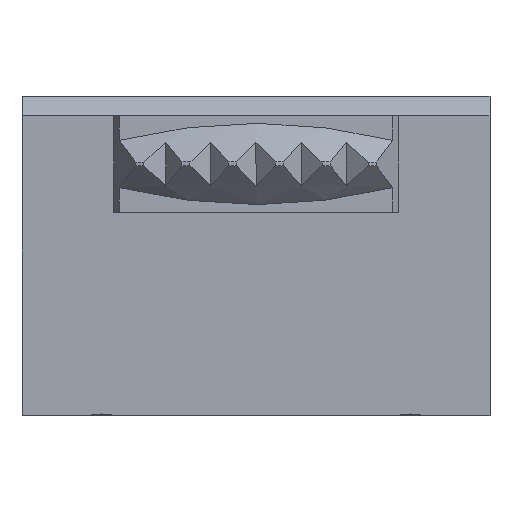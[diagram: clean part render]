
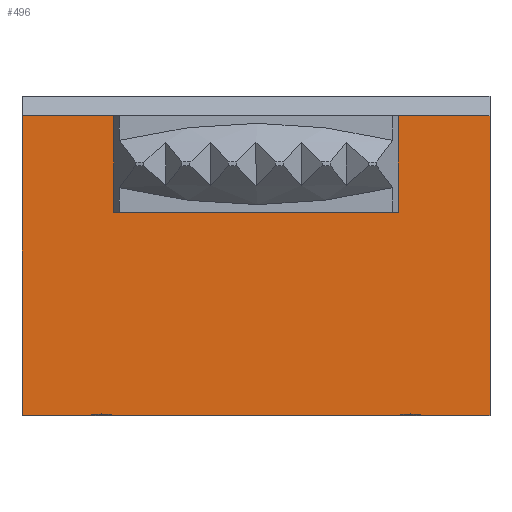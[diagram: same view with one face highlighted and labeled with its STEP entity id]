
A CAD part, top view. The second image highlights one B-rep face of the part: STEP entity #496.
In plain terms, the highlighted planar face has unit normal (0, 0, 1).
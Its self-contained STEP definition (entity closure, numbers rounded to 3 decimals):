
#5 = VERTEX_POINT ( 'NONE', #1008 ) ;
#29 = DIRECTION ( 'NONE',  ( -1., 0., 0. ) ) ;
#33 = VECTOR ( 'NONE', #1240, 1000. ) ;
#38 = LINE ( 'NONE', #1505, #1151 ) ;
#42 = VERTEX_POINT ( 'NONE', #516 ) ;
#44 = CARTESIAN_POINT ( 'NONE',  ( 1.8, 0., 6.871 ) ) ;
#51 = CARTESIAN_POINT ( 'NONE',  ( 21.9, 0.075, 6.871 ) ) ;
#80 = CARTESIAN_POINT ( 'NONE',  ( 26., 16.5, 6.871 ) ) ;
#90 = DIRECTION ( 'NONE',  ( -1., 0., 0. ) ) ;
#115 = B_SPLINE_CURVE_WITH_KNOTS ( 'NONE', 3,
 ( #1454, #1448, #689, #1084 ),
 .UNSPECIFIED., .F., .F.,
 ( 4, 4 ),
 ( 0.001, 0.001 ),
 .UNSPECIFIED. ) ;
#124 = EDGE_CURVE ( 'NONE', #5, #1286, #318, .T. ) ;
#129 = B_SPLINE_CURVE_WITH_KNOTS ( 'NONE', 3,
 ( #1121, #637, #373, #887 ),
 .UNSPECIFIED., .F., .F.,
 ( 4, 4 ),
 ( 0., 0.001 ),
 .UNSPECIFIED. ) ;
#146 = EDGE_CURVE ( 'NONE', #1506, #1286, #1646, .T. ) ;
#151 = PLANE ( 'NONE',  #1152 ) ;
#164 = VECTOR ( 'NONE', #90, 1000. ) ;
#201 = CARTESIAN_POINT ( 'NONE',  ( 21.441, 0.049, 6.871 ) ) ;
#210 = EDGE_CURVE ( 'NONE', #483, #5, #959, .T. ) ;
#234 = DIRECTION ( 'NONE',  ( -1., 0., 0. ) ) ;
#273 = VERTEX_POINT ( 'NONE', #353 ) ;
#312 = EDGE_CURVE ( 'NONE', #483, #916, #1198, .T. ) ;
#318 = LINE ( 'NONE', #1553, #338 ) ;
#319 = DIRECTION ( 'NONE',  ( 0., 1., 0. ) ) ;
#328 = CARTESIAN_POINT ( 'NONE',  ( 22.586, 0., 6.871 ) ) ;
#329 = B_SPLINE_CURVE_WITH_KNOTS ( 'NONE', 3,
 ( #1602, #201, #992, #987 ),
 .UNSPECIFIED., .F., .F.,
 ( 4, 4 ),
 ( 0., 0.001 ),
 .UNSPECIFIED. ) ;
#338 = VECTOR ( 'NONE', #1327, 1000. ) ;
#340 = VECTOR ( 'NONE', #1415, 1000. ) ;
#353 = CARTESIAN_POINT ( 'NONE',  ( 6.536, 15.5, 6.871 ) ) ;
#373 = CARTESIAN_POINT ( 'NONE',  ( 5.67, 0.075, 6.871 ) ) ;
#380 = VECTOR ( 'NONE', #234, 1000. ) ;
#387 = EDGE_LOOP ( 'NONE', ( #542, #448, #1412, #1077, #1388, #1307, #857, #664, #1324, #493, #1571, #495, #590, #1105 ) ) ;
#414 = CARTESIAN_POINT ( 'NONE',  ( 27.8, 15.5, 6.871 ) ) ;
#416 = VECTOR ( 'NONE', #851, 1000. ) ;
#418 = CARTESIAN_POINT ( 'NONE',  ( 1.8, 15.5, 6.871 ) ) ;
#420 = CARTESIAN_POINT ( 'NONE',  ( 21.264, 10.5, 6.871 ) ) ;
#427 = EDGE_CURVE ( 'NONE', #895, #574, #38, .T. ) ;
#438 = CARTESIAN_POINT ( 'NONE',  ( 6.536, 16.5, 6.871 ) ) ;
#448 = ORIENTED_EDGE ( 'NONE', *, *, #124, .T. ) ;
#483 = VERTEX_POINT ( 'NONE', #626 ) ;
#493 = ORIENTED_EDGE ( 'NONE', *, *, #1138, .T. ) ;
#495 = ORIENTED_EDGE ( 'NONE', *, *, #1630, .T. ) ;
#496 = ADVANCED_FACE ( 'NONE', ( #960 ), #151, .F. ) ;
#503 = VERTEX_POINT ( 'NONE', #418 ) ;
#514 = EDGE_CURVE ( 'NONE', #503, #1519, #1053, .T. ) ;
#515 = CARTESIAN_POINT ( 'NONE',  ( 5.9, 0.075, 6.871 ) ) ;
#516 = CARTESIAN_POINT ( 'NONE',  ( 5.214, 0., 6.871 ) ) ;
#542 = ORIENTED_EDGE ( 'NONE', *, *, #210, .T. ) ;
#574 = VERTEX_POINT ( 'NONE', #1160 ) ;
#590 = ORIENTED_EDGE ( 'NONE', *, *, #792, .T. ) ;
#616 = CARTESIAN_POINT ( 'NONE',  ( 21.214, 0., 6.871 ) ) ;
#626 = CARTESIAN_POINT ( 'NONE',  ( 26., 0., 6.871 ) ) ;
#637 = CARTESIAN_POINT ( 'NONE',  ( 5.441, 0.049, 6.871 ) ) ;
#638 = VECTOR ( 'NONE', #29, 1000. ) ;
#664 = ORIENTED_EDGE ( 'NONE', *, *, #814, .F. ) ;
#685 = EDGE_CURVE ( 'NONE', #273, #756, #845, .T. ) ;
#689 = CARTESIAN_POINT ( 'NONE',  ( 6.36, 0.049, 6.871 ) ) ;
#706 = VERTEX_POINT ( 'NONE', #51 ) ;
#733 = CARTESIAN_POINT ( 'NONE',  ( 27.8, 0., 6.871 ) ) ;
#744 = CARTESIAN_POINT ( 'NONE',  ( 27.8, 10.5, 6.871 ) ) ;
#751 = CARTESIAN_POINT ( 'NONE',  ( 22.586, 0., 6.871 ) ) ;
#756 = VERTEX_POINT ( 'NONE', #971 ) ;
#764 = LINE ( 'NONE', #414, #638 ) ;
#792 = EDGE_CURVE ( 'NONE', #706, #916, #1247, .T. ) ;
#808 = CARTESIAN_POINT ( 'NONE',  ( 21.264, 16.5, 6.871 ) ) ;
#814 = EDGE_CURVE ( 'NONE', #42, #1519, #923, .T. ) ;
#845 = LINE ( 'NONE', #438, #886 ) ;
#851 = DIRECTION ( 'NONE',  ( 0., 1., 0. ) ) ;
#857 = ORIENTED_EDGE ( 'NONE', *, *, #514, .T. ) ;
#886 = VECTOR ( 'NONE', #1182, 1000. ) ;
#887 = CARTESIAN_POINT ( 'NONE',  ( 5.9, 0.075, 6.871 ) ) ;
#895 = VERTEX_POINT ( 'NONE', #616 ) ;
#916 = VERTEX_POINT ( 'NONE', #751 ) ;
#923 = LINE ( 'NONE', #1223, #164 ) ;
#926 = EDGE_CURVE ( 'NONE', #756, #1506, #1148, .T. ) ;
#959 = LINE ( 'NONE', #80, #1131 ) ;
#960 = FACE_OUTER_BOUND ( 'NONE', #387, .T. ) ;
#971 = CARTESIAN_POINT ( 'NONE',  ( 6.536, 10.5, 6.871 ) ) ;
#987 = CARTESIAN_POINT ( 'NONE',  ( 21.9, 0.075, 6.871 ) ) ;
#992 = CARTESIAN_POINT ( 'NONE',  ( 21.67, 0.075, 6.871 ) ) ;
#1008 = CARTESIAN_POINT ( 'NONE',  ( 26., 15.5, 6.871 ) ) ;
#1019 = DIRECTION ( 'NONE',  ( -1., 0., 0. ) ) ;
#1048 = DIRECTION ( 'NONE',  ( 0., 0., -1. ) ) ;
#1053 = LINE ( 'NONE', #1419, #340 ) ;
#1054 = DIRECTION ( 'NONE',  ( 0., 1., 0. ) ) ;
#1077 = ORIENTED_EDGE ( 'NONE', *, *, #926, .F. ) ;
#1084 = CARTESIAN_POINT ( 'NONE',  ( 6.586, 0., 6.871 ) ) ;
#1105 = ORIENTED_EDGE ( 'NONE', *, *, #312, .F. ) ;
#1121 = CARTESIAN_POINT ( 'NONE',  ( 5.214, 0., 6.871 ) ) ;
#1131 = VECTOR ( 'NONE', #319, 1000. ) ;
#1138 = EDGE_CURVE ( 'NONE', #1416, #574, #115, .T. ) ;
#1148 = LINE ( 'NONE', #744, #33 ) ;
#1151 = VECTOR ( 'NONE', #1019, 1000. ) ;
#1152 = AXIS2_PLACEMENT_3D ( 'NONE', #1280, #1048, #1054 ) ;
#1160 = CARTESIAN_POINT ( 'NONE',  ( 6.586, 0., 6.871 ) ) ;
#1182 = DIRECTION ( 'NONE',  ( 0., -1., 0. ) ) ;
#1198 = LINE ( 'NONE', #733, #380 ) ;
#1217 = CARTESIAN_POINT ( 'NONE',  ( 22.129, 0.075, 6.871 ) ) ;
#1223 = CARTESIAN_POINT ( 'NONE',  ( 27.8, 0., 6.871 ) ) ;
#1240 = DIRECTION ( 'NONE',  ( 1., 0., 0. ) ) ;
#1247 = B_SPLINE_CURVE_WITH_KNOTS ( 'NONE', 3,
 ( #1474, #1217, #1340, #328 ),
 .UNSPECIFIED., .F., .F.,
 ( 4, 4 ),
 ( 0.001, 0.001 ),
 .UNSPECIFIED. ) ;
#1273 = EDGE_CURVE ( 'NONE', #42, #1416, #129, .T. ) ;
#1280 = CARTESIAN_POINT ( 'NONE',  ( 27.8, 16.5, 6.871 ) ) ;
#1286 = VERTEX_POINT ( 'NONE', #1631 ) ;
#1307 = ORIENTED_EDGE ( 'NONE', *, *, #1462, .T. ) ;
#1324 = ORIENTED_EDGE ( 'NONE', *, *, #1273, .T. ) ;
#1327 = DIRECTION ( 'NONE',  ( -1., 0., 0. ) ) ;
#1340 = CARTESIAN_POINT ( 'NONE',  ( 22.36, 0.049, 6.871 ) ) ;
#1388 = ORIENTED_EDGE ( 'NONE', *, *, #685, .F. ) ;
#1412 = ORIENTED_EDGE ( 'NONE', *, *, #146, .F. ) ;
#1415 = DIRECTION ( 'NONE',  ( 0., -1., 0. ) ) ;
#1416 = VERTEX_POINT ( 'NONE', #515 ) ;
#1419 = CARTESIAN_POINT ( 'NONE',  ( 1.8, 16.5, 6.871 ) ) ;
#1448 = CARTESIAN_POINT ( 'NONE',  ( 6.129, 0.075, 6.871 ) ) ;
#1454 = CARTESIAN_POINT ( 'NONE',  ( 5.9, 0.075, 6.871 ) ) ;
#1462 = EDGE_CURVE ( 'NONE', #273, #503, #764, .T. ) ;
#1474 = CARTESIAN_POINT ( 'NONE',  ( 21.9, 0.075, 6.871 ) ) ;
#1505 = CARTESIAN_POINT ( 'NONE',  ( 27.8, 0., 6.871 ) ) ;
#1506 = VERTEX_POINT ( 'NONE', #420 ) ;
#1519 = VERTEX_POINT ( 'NONE', #44 ) ;
#1553 = CARTESIAN_POINT ( 'NONE',  ( 27.8, 15.5, 6.871 ) ) ;
#1571 = ORIENTED_EDGE ( 'NONE', *, *, #427, .F. ) ;
#1602 = CARTESIAN_POINT ( 'NONE',  ( 21.214, 0., 6.871 ) ) ;
#1630 = EDGE_CURVE ( 'NONE', #895, #706, #329, .T. ) ;
#1631 = CARTESIAN_POINT ( 'NONE',  ( 21.264, 15.5, 6.871 ) ) ;
#1646 = LINE ( 'NONE', #808, #416 ) ;
